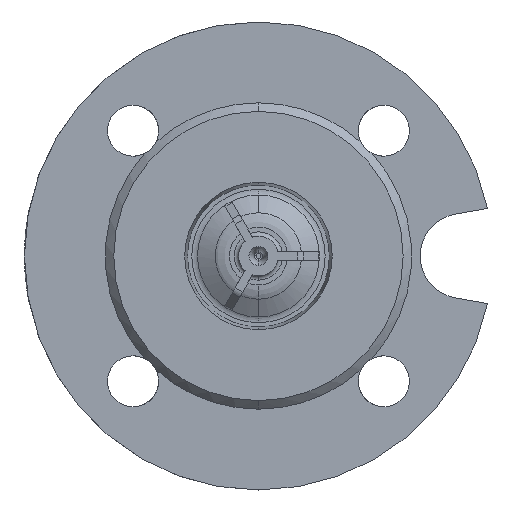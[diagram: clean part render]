
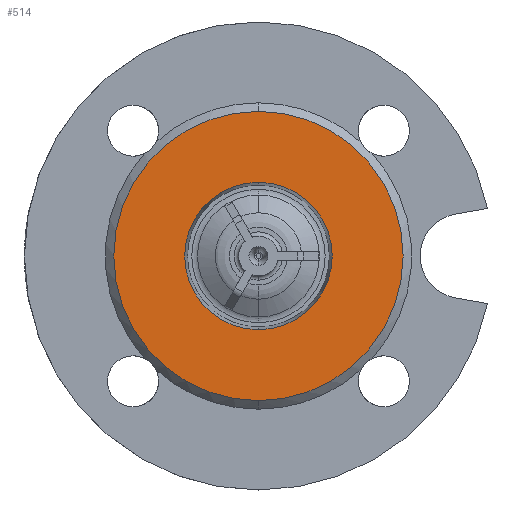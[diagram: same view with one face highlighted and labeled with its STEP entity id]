
A CAD part, left-side view. The second image highlights one B-rep face of the part: STEP entity #514.
In plain terms, the highlighted planar face has unit normal (-1, 0, 0).
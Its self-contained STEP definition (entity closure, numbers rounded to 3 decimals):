
#514 = ADVANCED_FACE ( 'NONE', ( #11384, #11368 ), #11367, .F. ) ;
#515 = EDGE_LOOP ( 'NONE', ( #516, #518 ) ) ;
#516 = ORIENTED_EDGE ( 'NONE', *, *, #517, .F. ) ;
#517 = EDGE_CURVE ( 'NONE', #1914, #2553, #11306, .T. ) ;
#518 = ORIENTED_EDGE ( 'NONE', *, *, #1913, .F. ) ;
#519 = EDGE_LOOP ( 'NONE', ( #520, #521 ) ) ;
#520 = ORIENTED_EDGE ( 'NONE', *, *, #655, .T. ) ;
#521 = ORIENTED_EDGE ( 'NONE', *, *, #1984, .T. ) ;
#655 = EDGE_CURVE ( 'NONE', #1987, #1986, #11527, .T. ) ;
#1913 = EDGE_CURVE ( 'NONE', #2553, #1914, #13244, .T. ) ;
#1914 = VERTEX_POINT ( 'NONE', #13239 ) ;
#1984 = EDGE_CURVE ( 'NONE', #1986, #1987, #13187, .T. ) ;
#1986 = VERTEX_POINT ( 'NONE', #13181 ) ;
#1987 = VERTEX_POINT ( 'NONE', #13179 ) ;
#2553 = VERTEX_POINT ( 'NONE', #16230 ) ;
#11302 = DIRECTION ( 'NONE',  ( 0., 0., -1. ) ) ;
#11303 = DIRECTION ( 'NONE',  ( -1., 0., 0. ) ) ;
#11304 = CARTESIAN_POINT ( 'NONE',  ( -70.967, -6.8, 0. ) ) ;
#11305 = AXIS2_PLACEMENT_3D ( 'NONE', #11304, #11303, #11302 ) ;
#11306 = CIRCLE ( 'NONE', #11305, 26. ) ;
#11363 = DIRECTION ( 'NONE',  ( 0., 0., 1. ) ) ;
#11364 = DIRECTION ( 'NONE',  ( 1., 0., 0. ) ) ;
#11365 = CARTESIAN_POINT ( 'NONE',  ( -70.967, -32.8, 0. ) ) ;
#11366 = AXIS2_PLACEMENT_3D ( 'NONE', #11365, #11364, #11363 ) ;
#11367 = PLANE ( 'NONE',  #11366 ) ;
#11368 = FACE_OUTER_BOUND ( 'NONE', #519, .T. ) ;
#11384 = FACE_BOUND ( 'NONE', #515, .T. ) ;
#11521 = CARTESIAN_POINT ( 'NONE',  ( -70.967, -6.8, 0. ) ) ;
#11527 = CIRCLE ( 'NONE', #11603, 51. ) ;
#11601 = DIRECTION ( 'NONE',  ( 0., 0., -1. ) ) ;
#11602 = DIRECTION ( 'NONE',  ( -1., 0., 0. ) ) ;
#11603 = AXIS2_PLACEMENT_3D ( 'NONE', #11521, #11602, #11601 ) ;
#13170 = CARTESIAN_POINT ( 'NONE',  ( -70.967, -6.8, 0. ) ) ;
#13179 = CARTESIAN_POINT ( 'NONE',  ( -70.967, -6.8, 51. ) ) ;
#13181 = CARTESIAN_POINT ( 'NONE',  ( -70.967, -6.8, -51. ) ) ;
#13183 = DIRECTION ( 'NONE',  ( 0., 0., -1. ) ) ;
#13184 = DIRECTION ( 'NONE',  ( -1., 0., 0. ) ) ;
#13185 = CARTESIAN_POINT ( 'NONE',  ( -70.967, -6.8, 0. ) ) ;
#13186 = AXIS2_PLACEMENT_3D ( 'NONE', #13185, #13184, #13183 ) ;
#13187 = CIRCLE ( 'NONE', #13186, 51. ) ;
#13239 = CARTESIAN_POINT ( 'NONE',  ( -70.967, -6.8, -26. ) ) ;
#13241 = DIRECTION ( 'NONE',  ( 0., 0., -1. ) ) ;
#13242 = DIRECTION ( 'NONE',  ( -1., 0., 0. ) ) ;
#13243 = AXIS2_PLACEMENT_3D ( 'NONE', #13170, #13242, #13241 ) ;
#13244 = CIRCLE ( 'NONE', #13243, 26. ) ;
#16230 = CARTESIAN_POINT ( 'NONE',  ( -70.967, -6.8, 26. ) ) ;
